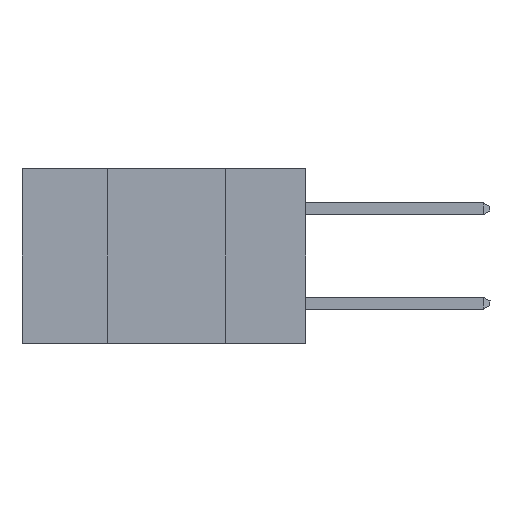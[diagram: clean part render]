
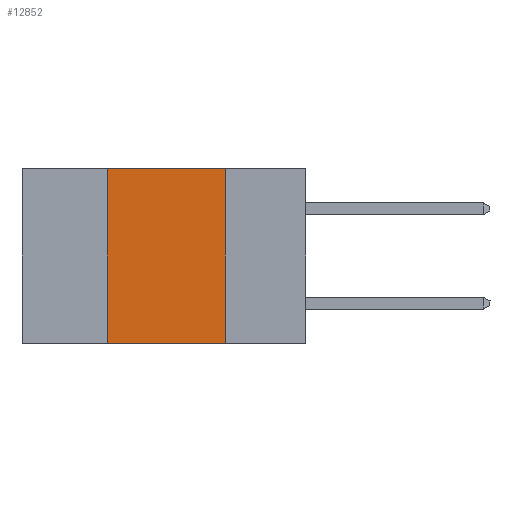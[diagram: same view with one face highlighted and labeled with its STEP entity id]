
A CAD part, left-side view. The second image highlights one B-rep face of the part: STEP entity #12852.
In plain terms, the highlighted planar face has unit normal (-1, 0, 0).
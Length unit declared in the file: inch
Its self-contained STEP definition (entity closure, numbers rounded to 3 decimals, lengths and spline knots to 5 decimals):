
#123 = EDGE_CURVE ( 'NONE', #7094, #3382, #8429, .T. ) ;
#689 = EDGE_LOOP ( 'NONE', ( #2235, #3524, #5921, #1943 ) ) ;
#1455 = CARTESIAN_POINT ( 'NONE',  ( 0., 0.17, 0. ) ) ;
#1943 = ORIENTED_EDGE ( 'NONE', *, *, #123, .T. ) ;
#2235 = ORIENTED_EDGE ( 'NONE', *, *, #17655, .F. ) ;
#3382 = VERTEX_POINT ( 'NONE', #18871 ) ;
#3455 = EDGE_CURVE ( 'NONE', #12642, #16381, #10400, .T. ) ;
#3524 = ORIENTED_EDGE ( 'NONE', *, *, #3455, .F. ) ;
#4842 = LINE ( 'NONE', #17309, #6870 ) ;
#5921 = ORIENTED_EDGE ( 'NONE', *, *, #15337, .F. ) ;
#6039 = VECTOR ( 'NONE', #11108, 39.37008 ) ;
#6870 = VECTOR ( 'NONE', #19087, 39.37008 ) ;
#7094 = VERTEX_POINT ( 'NONE', #7433 ) ;
#7433 = CARTESIAN_POINT ( 'NONE',  ( 0., 0.42, -0.37 ) ) ;
#8429 = LINE ( 'NONE', #12175, #19864 ) ;
#8591 = CARTESIAN_POINT ( 'NONE',  ( 0., 0.6, 0. ) ) ;
#8844 = CARTESIAN_POINT ( 'NONE',  ( 0., 0.6, 0. ) ) ;
#9929 = DIRECTION ( 'NONE',  ( 0., 0., 1. ) ) ;
#10071 = DIRECTION ( 'NONE',  ( 0., 0., -1. ) ) ;
#10284 = PLANE ( 'NONE',  #15893 ) ;
#10400 = LINE ( 'NONE', #8844, #6039 ) ;
#11108 = DIRECTION ( 'NONE',  ( 0., -1., 0. ) ) ;
#12175 = CARTESIAN_POINT ( 'NONE',  ( 0., 0.6, -0.37 ) ) ;
#12642 = VERTEX_POINT ( 'NONE', #20730 ) ;
#12852 = ADVANCED_FACE ( 'NONE', ( #18054 ), #10284, .F. ) ;
#13264 = CARTESIAN_POINT ( 'NONE',  ( 0., 0.42, 0. ) ) ;
#13966 = DIRECTION ( 'NONE',  ( 0., -1., 0. ) ) ;
#15337 = EDGE_CURVE ( 'NONE', #7094, #12642, #19225, .T. ) ;
#15893 = AXIS2_PLACEMENT_3D ( 'NONE', #8591, #18409, #10071 ) ;
#16381 = VERTEX_POINT ( 'NONE', #1455 ) ;
#16434 = VECTOR ( 'NONE', #9929, 39.37008 ) ;
#17309 = CARTESIAN_POINT ( 'NONE',  ( 0., 0.17, 0. ) ) ;
#17655 = EDGE_CURVE ( 'NONE', #16381, #3382, #4842, .T. ) ;
#18054 = FACE_OUTER_BOUND ( 'NONE', #689, .T. ) ;
#18409 = DIRECTION ( 'NONE',  ( 1., 0., 0. ) ) ;
#18871 = CARTESIAN_POINT ( 'NONE',  ( 0., 0.17, -0.37 ) ) ;
#19087 = DIRECTION ( 'NONE',  ( 0., 0., -1. ) ) ;
#19225 = LINE ( 'NONE', #13264, #16434 ) ;
#19864 = VECTOR ( 'NONE', #13966, 39.37008 ) ;
#20730 = CARTESIAN_POINT ( 'NONE',  ( 0., 0.42, 0. ) ) ;
